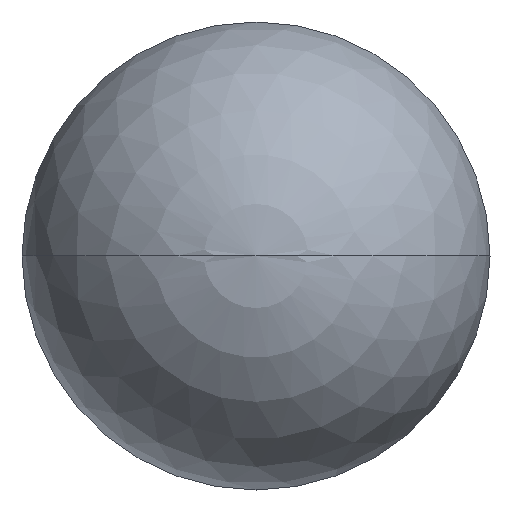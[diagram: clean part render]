
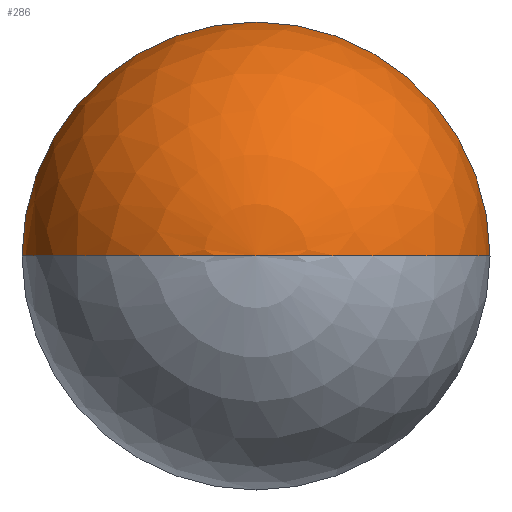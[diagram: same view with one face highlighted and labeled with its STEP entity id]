
A CAD part, left-side view. The second image highlights one B-rep face of the part: STEP entity #286.
In plain terms, the highlighted spherical face has radius 1.3 mm.
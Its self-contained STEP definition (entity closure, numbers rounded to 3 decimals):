
#142=VERTEX_POINT('',#341);
#168=VERTEX_POINT('',#369);
#182=EDGE_CURVE('',#142,#226,#385,.T.);
#216=EDGE_CURVE('',#168,#142,#423,.T.);
#226=VERTEX_POINT('',#434);
#286=ADVANCED_FACE('',(#505),#506,.T.);
#304=EDGE_CURVE('',#226,#168,#524,.T.);
#341=CARTESIAN_POINT('',(1.3,1.3,0.));
#369=CARTESIAN_POINT('',(0.,0.,0.));
#385=CIRCLE('',#612,1.3);
#423=CIRCLE('',#657,1.3);
#434=CARTESIAN_POINT('',(1.3,-1.3,0.));
#505=FACE_OUTER_BOUND('',#753,.T.);
#506=SPHERICAL_SURFACE('',#754,1.3);
#524=CIRCLE('',#780,1.3);
#612=AXIS2_PLACEMENT_3D('',#851,#852,#853);
#657=AXIS2_PLACEMENT_3D('',#895,#896,#897);
#753=EDGE_LOOP('',(#1035,#1036,#1037));
#754=AXIS2_PLACEMENT_3D('',#1038,#1039,#1040);
#780=AXIS2_PLACEMENT_3D('',#1057,#1058,#1059);
#851=CARTESIAN_POINT('',(1.3,0.,0.));
#852=DIRECTION('',(1.0,0.,0.));
#853=DIRECTION('',(0.,1.0,0.));
#895=CARTESIAN_POINT('',(1.3,0.,0.));
#896=DIRECTION('',(0.,0.,-1.0));
#897=DIRECTION('',(0.0,-1.0,0.));
#1035=ORIENTED_EDGE('',*,*,#216,.F.);
#1036=ORIENTED_EDGE('',*,*,#304,.F.);
#1037=ORIENTED_EDGE('',*,*,#182,.F.);
#1038=CARTESIAN_POINT('',(1.3,0.,0.));
#1039=DIRECTION('',(1.0,0.,0.));
#1040=DIRECTION('',(0.,1.0,0.));
#1057=CARTESIAN_POINT('',(1.3,0.,0.));
#1058=DIRECTION('',(0.,0.,-1.0));
#1059=DIRECTION('',(0.0,-1.0,0.));
